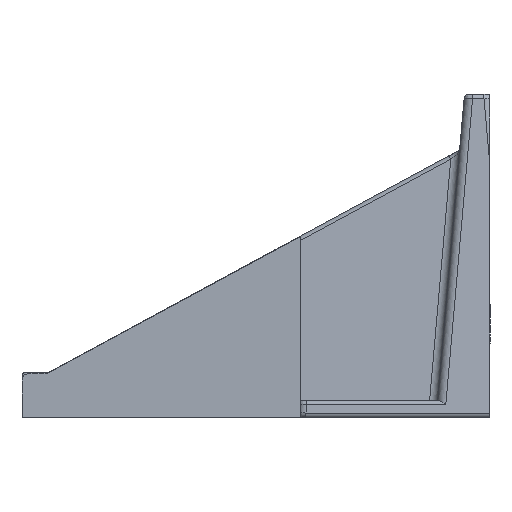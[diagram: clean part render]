
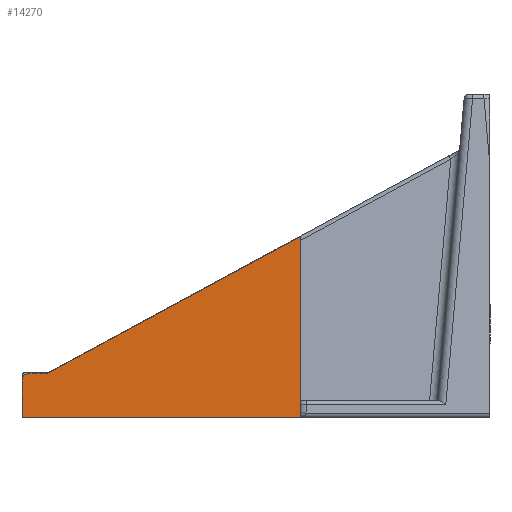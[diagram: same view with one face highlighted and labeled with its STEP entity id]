
A CAD part, left-side view. The second image highlights one B-rep face of the part: STEP entity #14270.
In plain terms, the highlighted planar face has unit normal (-1, 0, 0).
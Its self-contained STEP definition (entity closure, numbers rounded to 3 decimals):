
#128=PLANE('',#15595);
#879=LINE('',#44833,#1477);
#881=LINE('',#44844,#1479);
#882=LINE('',#44846,#1480);
#883=LINE('',#44884,#1481);
#1477=VECTOR('',#18395,10.);
#1479=VECTOR('',#18399,10.);
#1480=VECTOR('',#18400,10.);
#1481=VECTOR('',#18405,10.);
#1915=ELLIPSE('',#15596,42.317,2.);
#1916=ELLIPSE('',#15597,48.34,4.);
#2626=FACE_OUTER_BOUND('',#3570,.T.);
#3570=EDGE_LOOP('',(#11243,#11244,#11245,#11246,#11247,#11248,#11249,#11250,
#11251));
#5122=B_SPLINE_CURVE_WITH_KNOTS('',3,(#44838,#44839,#44840,#44841,#44842,
#44843),.UNSPECIFIED.,.F.,.F.,(4,2,4),(-0.059,-0.055,
0.),.UNSPECIFIED.);
#5123=B_SPLINE_CURVE_WITH_KNOTS('',3,(#44848,#44849,#44850,#44851,#44852,
#44853,#44854,#44855,#44856,#44857,#44858,#44859,#44860,#44861,#44862,#44863,
#44864,#44865,#44866),.UNSPECIFIED.,.F.,.F.,(4,3,3,3,3,3,4),(-0.112,
-0.089,-0.065,-0.056,-0.032,
-0.009,0.),.UNSPECIFIED.);
#5124=B_SPLINE_CURVE_WITH_KNOTS('',3,(#44870,#44871,#44872,#44873,#44874,
#44875,#44876,#44877,#44878,#44879,#44880,#44881),.UNSPECIFIED.,.F.,.F.,
(4,2,2,2,2,4),(-0.267,-0.223,-0.175,
-0.105,-0.048,0.),.UNSPECIFIED.);
#6148=VERTEX_POINT('',#44830);
#6149=VERTEX_POINT('',#44832);
#6150=VERTEX_POINT('',#44836);
#6151=VERTEX_POINT('',#44837);
#6152=VERTEX_POINT('',#44845);
#6153=VERTEX_POINT('',#44847);
#6154=VERTEX_POINT('',#44867);
#6155=VERTEX_POINT('',#44869);
#6156=VERTEX_POINT('',#44882);
#7965=EDGE_CURVE('',#6149,#6148,#879,.T.);
#7967=EDGE_CURVE('',#6150,#6151,#5122,.T.);
#7968=EDGE_CURVE('',#6151,#6149,#881,.T.);
#7969=EDGE_CURVE('',#6148,#6152,#882,.T.);
#7970=EDGE_CURVE('',#6152,#6153,#5123,.T.);
#7971=EDGE_CURVE('',#6153,#6154,#1915,.T.);
#7972=EDGE_CURVE('',#6154,#6155,#5124,.T.);
#7973=EDGE_CURVE('',#6155,#6156,#1916,.T.);
#7974=EDGE_CURVE('',#6150,#6156,#883,.T.);
#11243=ORIENTED_EDGE('',*,*,#7967,.T.);
#11244=ORIENTED_EDGE('',*,*,#7968,.T.);
#11245=ORIENTED_EDGE('',*,*,#7965,.T.);
#11246=ORIENTED_EDGE('',*,*,#7969,.T.);
#11247=ORIENTED_EDGE('',*,*,#7970,.T.);
#11248=ORIENTED_EDGE('',*,*,#7971,.T.);
#11249=ORIENTED_EDGE('',*,*,#7972,.T.);
#11250=ORIENTED_EDGE('',*,*,#7973,.T.);
#11251=ORIENTED_EDGE('',*,*,#7974,.F.);
#14270=ADVANCED_FACE('',(#2626),#128,.T.);
#15595=AXIS2_PLACEMENT_3D('',#44835,#18397,#18398);
#15596=AXIS2_PLACEMENT_3D('',#44868,#18401,#18402);
#15597=AXIS2_PLACEMENT_3D('',#44883,#18403,#18404);
#18395=DIRECTION('',(0.,0.,1.));
#18397=DIRECTION('center_axis',(-1.,0.,0.));
#18398=DIRECTION('ref_axis',(0.,-1.,0.));
#18399=DIRECTION('',(0.,-1.,0.));
#18400=DIRECTION('',(0.,0.88,-0.476));
#18401=DIRECTION('center_axis',(-1.,0.,0.));
#18402=DIRECTION('ref_axis',(0.,1.,0.));
#18403=DIRECTION('center_axis',(-1.,0.,0.));
#18404=DIRECTION('ref_axis',(0.,-0.087,
0.996));
#18405=DIRECTION('',(0.,0.,1.));
#44830=CARTESIAN_POINT('',(-330.,90.,77.162));
#44832=CARTESIAN_POINT('',(-330.,90.,-8.));
#44833=CARTESIAN_POINT('',(-330.,90.,-8.));
#44835=CARTESIAN_POINT('Origin',(-330.,221.,-8.));
#44836=CARTESIAN_POINT('',(-330.,221.,-7.979));
#44837=CARTESIAN_POINT('',(-330.,220.411,-8.));
#44838=CARTESIAN_POINT('Ctrl Pts',(-330.,221.,-7.979));
#44839=CARTESIAN_POINT('Ctrl Pts',(-330.,220.987,-7.98));
#44840=CARTESIAN_POINT('Ctrl Pts',(-330.,220.973,-7.982));
#44841=CARTESIAN_POINT('Ctrl Pts',(-330.,220.777,-7.996));
#44842=CARTESIAN_POINT('Ctrl Pts',(-330.,220.594,-8.));
#44843=CARTESIAN_POINT('Ctrl Pts',(-330.,220.411,-8.));
#44844=CARTESIAN_POINT('',(-330.,166.,-8.));
#44845=CARTESIAN_POINT('',(-330.,208.473,13.09));
#44846=CARTESIAN_POINT('',(-330.,67.989,89.065));
#44847=CARTESIAN_POINT('',(-330.,209.547,12.806));
#44848=CARTESIAN_POINT('Ctrl Pts',(-330.,208.473,13.09));
#44849=CARTESIAN_POINT('Ctrl Pts',(-330.,208.542,13.052));
#44850=CARTESIAN_POINT('Ctrl Pts',(-330.,208.613,13.019));
#44851=CARTESIAN_POINT('Ctrl Pts',(-330.,208.685,12.989));
#44852=CARTESIAN_POINT('Ctrl Pts',(-330.,208.758,12.958));
#44853=CARTESIAN_POINT('Ctrl Pts',(-330.,208.833,12.931));
#44854=CARTESIAN_POINT('Ctrl Pts',(-330.,208.909,12.908));
#44855=CARTESIAN_POINT('Ctrl Pts',(-330.,208.936,12.9));
#44856=CARTESIAN_POINT('Ctrl Pts',(-330.,208.964,12.892));
#44857=CARTESIAN_POINT('Ctrl Pts',(-330.,208.992,12.885));
#44858=CARTESIAN_POINT('Ctrl Pts',(-330.,209.069,12.864));
#44859=CARTESIAN_POINT('Ctrl Pts',(-330.,209.146,12.848));
#44860=CARTESIAN_POINT('Ctrl Pts',(-330.,209.225,12.835));
#44861=CARTESIAN_POINT('Ctrl Pts',(-330.,209.303,12.823));
#44862=CARTESIAN_POINT('Ctrl Pts',(-330.,209.381,12.814));
#44863=CARTESIAN_POINT('Ctrl Pts',(-330.,209.46,12.809));
#44864=CARTESIAN_POINT('Ctrl Pts',(-330.,209.489,12.808));
#44865=CARTESIAN_POINT('Ctrl Pts',(-330.,209.518,12.806));
#44866=CARTESIAN_POINT('Ctrl Pts',(-330.,209.547,12.806));
#44867=CARTESIAN_POINT('',(-330.,218.329,12.541));
#44868=CARTESIAN_POINT('Origin',(-330.,191.355,11.));
#44869=CARTESIAN_POINT('',(-330.,220.452,11.235));
#44870=CARTESIAN_POINT('Ctrl Pts',(-330.,218.329,12.541));
#44871=CARTESIAN_POINT('Ctrl Pts',(-330.,218.477,12.535));
#44872=CARTESIAN_POINT('Ctrl Pts',(-330.,218.625,12.521));
#44873=CARTESIAN_POINT('Ctrl Pts',(-330.,218.928,12.473));
#44874=CARTESIAN_POINT('Ctrl Pts',(-330.,219.085,12.437));
#44875=CARTESIAN_POINT('Ctrl Pts',(-330.,219.463,12.316));
#44876=CARTESIAN_POINT('Ctrl Pts',(-330.,219.682,12.214));
#44877=CARTESIAN_POINT('Ctrl Pts',(-330.,220.029,11.964));
#44878=CARTESIAN_POINT('Ctrl Pts',(-330.,220.165,11.828));
#44879=CARTESIAN_POINT('Ctrl Pts',(-330.,220.357,11.536));
#44880=CARTESIAN_POINT('Ctrl Pts',(-330.,220.42,11.39));
#44881=CARTESIAN_POINT('Ctrl Pts',(-330.,220.452,11.235));
#44882=CARTESIAN_POINT('',(-330.,221.,8.433));
#44883=CARTESIAN_POINT('Origin',(-330.,221.601,-28.33));
#44884=CARTESIAN_POINT('',(-330.,221.,-8.));
